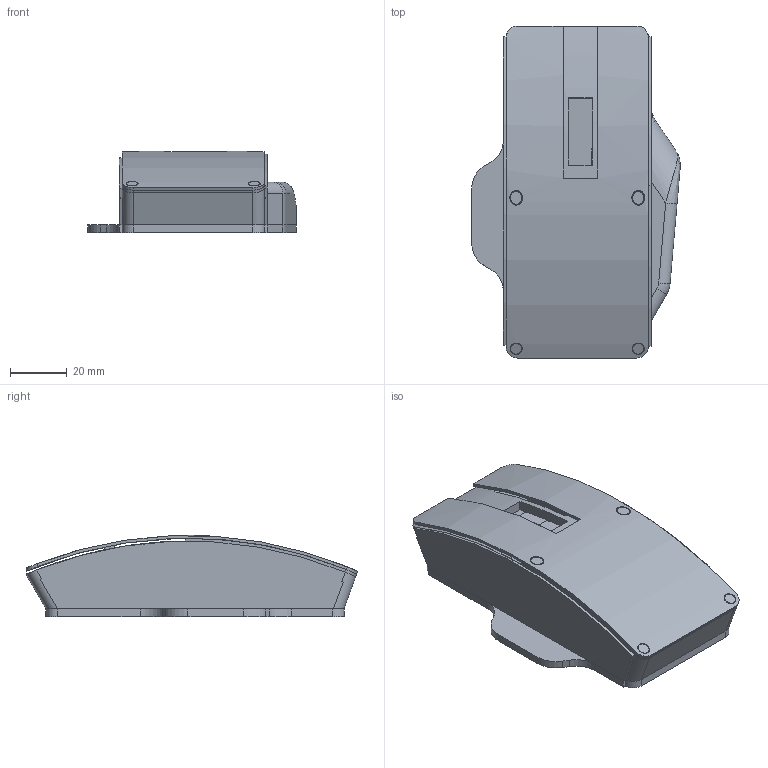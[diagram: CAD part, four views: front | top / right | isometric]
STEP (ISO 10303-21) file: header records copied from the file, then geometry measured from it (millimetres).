
FILE_DESCRIPTION(/* description */ ('STEP AP242','CAx-IF Rec.Pracs.---Representation and Presentation of Product Manufacturing Information (PMI)---4.0---2014-10-13','CAx-IF Rec.Pracs.---3D Tessellated Geometry---0.4---2014-09-14','2;1'),/* implementation_level */ '2;1');
FILE_NAME(/* name */ '686ea66c699eaf6f8b370f7a',/* time_stamp */ '2025-07-09T17:27:09Z',/* author */ (''),/* organization */ (''),/* preprocessor_version */ 'ST-DEVELOPER v20',/* originating_system */ 'ONSHAPE BY PTC INC, 1.200',/* authorisation */ ' ');
FILE_SCHEMA (('AP242_MANAGED_MODEL_BASED_3D_ENGINEERING_MIM_LF { 1 0 10303 442 1 1 4 }'));
Length unit declared in the file: metre
Products named in the file (6): side1; Bottom; Middle; Top; side1-2; side2
Bounding box: 73.4 x 116.92 x 28.58 mm (x, y, z)
Volume: 55042.2 mm3; surface area: 56613.5 mm2
Topology: 6 solids, 6 shells, 344 faces, 877 edges, 578 vertices
Faces by surface type: plane 235, cylinder 105, torus 2, bspline 2
Full cylindrical faces by diameter (mm): 1.2 x5, 2.5 x6, 2.64 x2, 2.8 x6, 2.869 x2, 2.94 x2, 2.97 x2, 3.169 x2, 3.27 x2, 4 x4, 4.25 x2, 4.5 x2, 4.7 x3, 5 x3
Entity records: 10520 total; most frequent: CARTESIAN_POINT 2049, DIRECTION 1731, ORIENTED_EDGE 1644, EDGE_CURVE 822, AXIS2_PLACEMENT_3D 601, VERTEX_POINT 567, LINE 529, VECTOR 529
